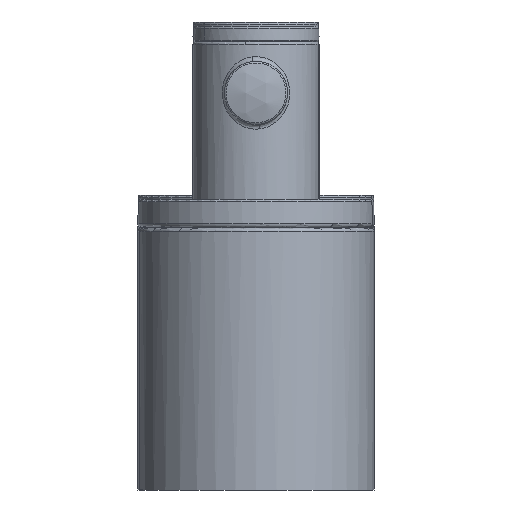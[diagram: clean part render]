
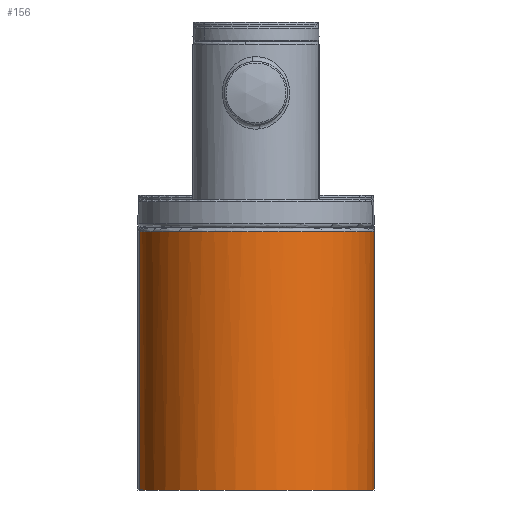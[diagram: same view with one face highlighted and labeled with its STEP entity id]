
A CAD part, front view. The second image highlights one B-rep face of the part: STEP entity #156.
In plain terms, the highlighted cylindrical face has radius 15 mm (diameter 30 mm), a partial arc.
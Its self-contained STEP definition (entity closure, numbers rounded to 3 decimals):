
#67=VECTOR('',#2759,32.782);
#68=VECTOR('',#2759,32.782);
#82=LINE('',#1674,#67);
#83=LINE('',#1675,#68);
#103=CIRCLE('',#2698,15.);
#129=CYLINDRICAL_SURFACE('',#2700,15.);
#156=ADVANCED_FACE('extract',(#218),#129,.T.);
#218=FACE_OUTER_BOUND('',#897,.T.);
#291=B_SPLINE_CURVE_WITH_KNOTS('',3,(#1677,#1679,#1680,#1681,#1682,#1683,#1684,#1685,#1686,#1687,#1688,#1689,#1690,#1691,#1692,#1693,#1694,#1695),.UNSPECIFIED.,.F.,.U.,(4,2,2,2,2,2,2,2,4),(0.,0.125,0.25,0.375,0.5,0.625,0.75,0.875,1.),.UNSPECIFIED.);
#441=ORIENTED_EDGE('',*,*,#687,.T.);
#442=ORIENTED_EDGE('',*,*,#688,.T.);
#443=ORIENTED_EDGE('',*,*,#689,.F.);
#444=ORIENTED_EDGE('',*,*,#685,.F.);
#685=EDGE_CURVE('43',#816,#817,#103,.T.);
#687=EDGE_CURVE('45',#816,#818,#82,.T.);
#688=EDGE_CURVE('46',#818,#819,#291,.T.);
#689=EDGE_CURVE('47',#817,#819,#83,.T.);
#816=VERTEX_POINT('29',#1674);
#817=VERTEX_POINT('30',#1675);
#818=VERTEX_POINT('31',#1677);
#819=VERTEX_POINT('32',#1678);
#897=EDGE_LOOP('',(#441,#442,#443,#444));
#1674=CARTESIAN_POINT('',(14.772,2.605,7.7));
#1675=CARTESIAN_POINT('',(-14.772,-2.605,7.7));
#1676=CARTESIAN_POINT('',(0.,0.,7.7));
#1677=CARTESIAN_POINT('',(14.772,2.605,40.482));
#1678=CARTESIAN_POINT('',(-14.772,-2.605,40.482));
#1679=CARTESIAN_POINT('',(15.113,0.671,40.482));
#1680=CARTESIAN_POINT('',(15.069,-1.33,40.482));
#1681=CARTESIAN_POINT('',(14.219,-5.164,40.482));
#1682=CARTESIAN_POINT('',(13.413,-6.995,40.482));
#1683=CARTESIAN_POINT('',(11.161,-10.212,40.482));
#1684=CARTESIAN_POINT('',(9.715,-11.596,40.482));
#1685=CARTESIAN_POINT('',(6.403,-13.706,40.482));
#1686=CARTESIAN_POINT('',(4.538,-14.431,40.482));
#1687=CARTESIAN_POINT('',(0.671,-15.113,40.482));
#1688=CARTESIAN_POINT('',(-1.33,-15.069,40.482));
#1689=CARTESIAN_POINT('',(-5.164,-14.219,40.482));
#1690=CARTESIAN_POINT('',(-6.995,-13.413,40.482));
#1691=CARTESIAN_POINT('',(-10.212,-11.161,40.482));
#1692=CARTESIAN_POINT('',(-11.596,-9.715,40.482));
#1693=CARTESIAN_POINT('',(-13.706,-6.403,40.482));
#1694=CARTESIAN_POINT('',(-14.431,-4.538,40.482));
#1695=CARTESIAN_POINT('',(-14.772,-2.605,40.482));
#2698=AXIS2_PLACEMENT_3D('',#1676,#2761,#2786);
#2700=AXIS2_PLACEMENT_3D('',#1676,#2759,#2787);
#2759=DIRECTION('',(0.,0.,1.));
#2761=DIRECTION('',(0.,0.,-1.));
#2786=DIRECTION('',(0.985,0.174,0.));
#2787=DIRECTION('',(-0.985,-0.174,0.));
